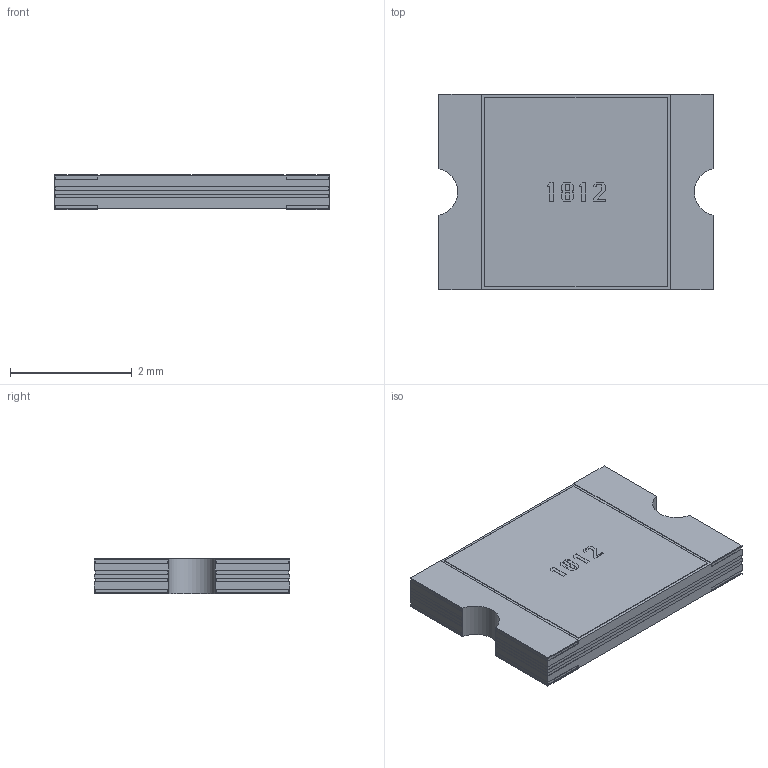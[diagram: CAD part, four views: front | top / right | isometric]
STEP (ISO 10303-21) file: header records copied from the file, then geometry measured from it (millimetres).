
FILE_DESCRIPTION(/* description */ ('model of SMD_Polyfuse_1812'),/* implementation_level */ '2;1');
FILE_NAME(/* name */ 'SMD_Polyfuse_1812.stp',/* time_stamp */ '2017-06-26T13:19:23',/* author */ ('Joan The Spark',''),/* organization */ (''),/* preprocessor_version */ '',/* originating_system */ '',/* authorisation */ '');
FILE_SCHEMA (('AUTOMOTIVE_DESIGN { 1 0 10303 214 3 1 1 }'));
Length unit declared in the file: millimetre
Products named in the file (1): SMD_Polyfuse_1210
Bounding box: 4.5 x 3.2 x 0.57 mm (x, y, z)
Volume: 7.9 mm3; surface area: 38.2 mm2
Topology: 1 solids, 1 shells, 162 faces, 459 edges, 306 vertices
Faces by surface type: plane 144, cylinder 18
Entity records: 5343 total; most frequent: CARTESIAN_POINT 928, ORIENTED_EDGE 918, DIRECTION 821, EDGE_CURVE 459, LINE 423, VECTOR 423, VERTEX_POINT 306, AXIS2_PLACEMENT_3D 199
